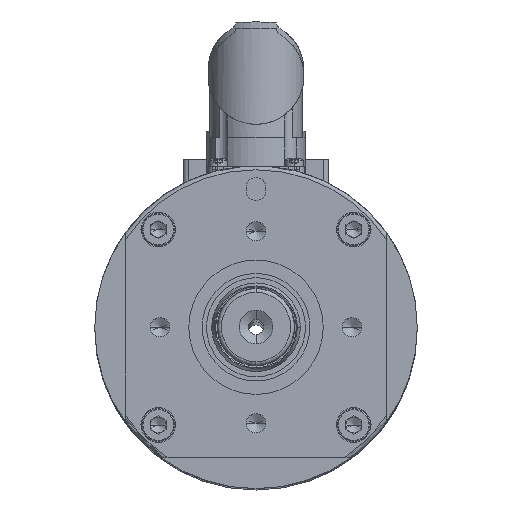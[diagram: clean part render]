
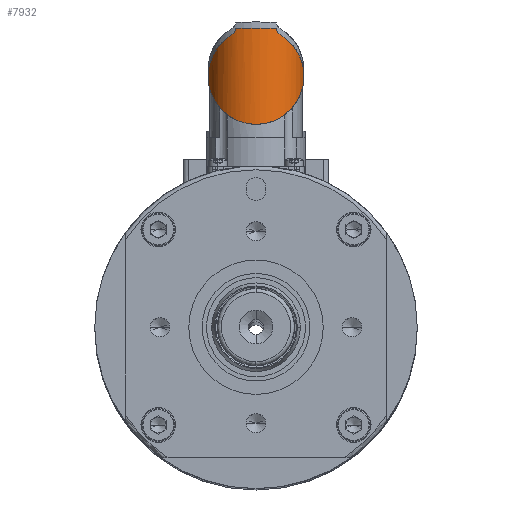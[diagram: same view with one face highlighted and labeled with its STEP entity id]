
A CAD part, top view. The second image highlights one B-rep face of the part: STEP entity #7932.
In plain terms, the highlighted cylindrical face has radius 12.5 mm (diameter 25 mm), a partial arc.
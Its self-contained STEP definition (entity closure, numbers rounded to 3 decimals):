
#109 = EDGE_CURVE ( 'NONE', #45027, #60200, #57500, .T. ) ;
#1401 = CARTESIAN_POINT ( 'NONE',  ( 12.5, 92.098, 189.714 ) ) ;
#3546 = CARTESIAN_POINT ( 'NONE',  ( 12.5, 87.573, 185.189 ) ) ;
#5218 = CARTESIAN_POINT ( 'NONE',  ( 5.228, 99.914, 196.544 ) ) ;
#5292 = CARTESIAN_POINT ( 'NONE',  ( -5.228, 99.914, 196.544 ) ) ;
#5421 = ORIENTED_EDGE ( 'NONE', *, *, #52982, .F. ) ;
#5578 = VERTEX_POINT ( 'NONE', #32809 ) ;
#6747 = CARTESIAN_POINT ( 'NONE',  ( 10.258, 96.028, 193.645 ) ) ;
#7215 = CARTESIAN_POINT ( 'NONE',  ( 0., 100.073, 185.189 ) ) ;
#7932 = ADVANCED_FACE ( 'NONE', ( #21603 ), #45745, .T. ) ;
#7957 = CARTESIAN_POINT ( 'NONE',  ( -12.5, 87.573, 185.189 ) ) ;
#13045 = CARTESIAN_POINT ( 'NONE',  ( -6.364, 98.332, 195.948 ) ) ;
#14280 = CARTESIAN_POINT ( 'NONE',  ( 12.5, 87.573, 185.189 ) ) ;
#14950 = CARTESIAN_POINT ( 'NONE',  ( -5.032, 100.073, 196.632 ) ) ;
#15297 = CARTESIAN_POINT ( 'NONE',  ( 6.1, 98.506, 196.101 ) ) ;
#15655 = EDGE_CURVE ( 'NONE', #54719, #5578, #53433, .T. ) ;
#15905 = CARTESIAN_POINT ( 'NONE',  ( 5.462, 99.261, 196.433 ) ) ;
#16213 = CARTESIAN_POINT ( 'NONE',  ( 5.228, 99.914, 196.544 ) ) ;
#16763 = CARTESIAN_POINT ( 'NONE',  ( -5.547, 99.117, 196.392 ) ) ;
#17480 = CARTESIAN_POINT ( 'NONE',  ( 5.077, 100.073, 196.612 ) ) ;
#18164 = EDGE_CURVE ( 'NONE', #45027, #24794, #43868, .T. ) ;
#18720 = CARTESIAN_POINT ( 'NONE',  ( 5.228, 99.914, 196.544 ) ) ;
#20190 =( BOUNDED_CURVE ( )  B_SPLINE_CURVE ( 3, ( #51671, #46366, #47287, #13045 ),
 .UNSPECIFIED., .F., .F. ) 
 B_SPLINE_CURVE_WITH_KNOTS ( ( 4, 4 ),
 ( 4.712, 5.749 ),
 .UNSPECIFIED. ) 
 CURVE ( )  GEOMETRIC_REPRESENTATION_ITEM ( )  RATIONAL_B_SPLINE_CURVE ( ( 1., 0.912, 0.912, 1. ) ) 
 REPRESENTATION_ITEM ( '' )  );
#20547 = CARTESIAN_POINT ( 'NONE',  ( 0., 100.073, 185.189 ) ) ;
#21603 = FACE_OUTER_BOUND ( 'NONE', #44417, .T. ) ;
#22252 = ORIENTED_EDGE ( 'NONE', *, *, #15655, .T. ) ;
#24794 = VERTEX_POINT ( 'NONE', #14280 ) ;
#24981 = CARTESIAN_POINT ( 'NONE',  ( 5.264, 99.742, 196.527 ) ) ;
#26538 = VERTEX_POINT ( 'NONE', #43295 ) ;
#27294 = ORIENTED_EDGE ( 'NONE', *, *, #44785, .T. ) ;
#27505 = CARTESIAN_POINT ( 'NONE',  ( 5.032, 100.073, 196.632 ) ) ;
#28205 = ORIENTED_EDGE ( 'NONE', *, *, #18164, .F. ) ;
#29054 = CARTESIAN_POINT ( 'NONE',  ( -5.264, 99.742, 196.527 ) ) ;
#29089 = CARTESIAN_POINT ( 'NONE',  ( -5.191, 100.003, 196.561 ) ) ;
#30250 = CARTESIAN_POINT ( 'NONE',  ( 12.5, 87.573, 185.189 ) ) ;
#30386 = ORIENTED_EDGE ( 'NONE', *, *, #53033, .F. ) ;
#30612 = DIRECTION ( 'NONE',  ( -1., 0., 0. ) ) ;
#30733 = DIRECTION ( 'NONE',  ( -1., 0., 0. ) ) ;
#30984 = CARTESIAN_POINT ( 'NONE',  ( 6.364, 98.332, 195.948 ) ) ;
#31911 = EDGE_CURVE ( 'NONE', #26538, #61617, #32975, .T. ) ;
#32809 = CARTESIAN_POINT ( 'NONE',  ( -6.364, 98.332, 195.948 ) ) ;
#32975 = CIRCLE ( 'NONE', #35969, 12.5 ) ;
#33492 = CARTESIAN_POINT ( 'NONE',  ( -5.228, 99.914, 196.544 ) ) ;
#34794 = CARTESIAN_POINT ( 'NONE',  ( 5.32, 99.575, 196.501 ) ) ;
#35717 = CARTESIAN_POINT ( 'NONE',  ( 5.746, 98.846, 196.291 ) ) ;
#35969 = AXIS2_PLACEMENT_3D ( 'NONE', #20547, #50345, #30612 ) ;
#36488 = CARTESIAN_POINT ( 'NONE',  ( 6.364, 98.332, 195.948 ) ) ;
#38381 = B_SPLINE_CURVE_WITH_KNOTS ( 'NONE', 3,
 ( #14950, #47277, #51977, #29089, #48211, #5292 ),
 .UNSPECIFIED., .F., .F.,
 ( 4, 2, 4 ),
 ( 0., 0., 0. ),
 .UNSPECIFIED. ) ;
#38783 = CARTESIAN_POINT ( 'NONE',  ( -12.5, 87.573, 185.189 ) ) ;
#39766 = CARTESIAN_POINT ( 'NONE',  ( 6.228, 98.412, 196.028 ) ) ;
#40932 = CARTESIAN_POINT ( 'NONE',  ( -5.844, 98.712, 196.242 ) ) ;
#41053 = DIRECTION ( 'NONE',  ( 0., -1., 0. ) ) ;
#41236 = CARTESIAN_POINT ( 'NONE',  ( -6.093, 98.492, 196.109 ) ) ;
#42453 = CARTESIAN_POINT ( 'NONE',  ( 12.5, 62.573, 210.189 ) ) ;
#43295 = CARTESIAN_POINT ( 'NONE',  ( 5.032, 100.073, 196.632 ) ) ;
#43868 =( BOUNDED_CURVE ( )  B_SPLINE_CURVE ( 3, ( #54653, #6747, #1401, #30250 ),
 .UNSPECIFIED., .F., .T. ) 
 B_SPLINE_CURVE_WITH_KNOTS ( ( 4, 4 ),
 ( 0.534, 1.571 ),
 .UNSPECIFIED. ) 
 CURVE ( )  GEOMETRIC_REPRESENTATION_ITEM ( )  RATIONAL_B_SPLINE_CURVE ( ( 1., 0.912, 0.912, 1. ) ) 
 REPRESENTATION_ITEM ( '' )  );
#44117 = CARTESIAN_POINT ( 'NONE',  ( -5.318, 99.578, 196.502 ) ) ;
#44417 = EDGE_LOOP ( 'NONE', ( #30386, #56154, #28205, #52482, #5421, #52594, #27294, #22252 ) ) ;
#44736 = CARTESIAN_POINT ( 'NONE',  ( -6.364, 98.332, 195.948 ) ) ;
#44785 = EDGE_CURVE ( 'NONE', #61617, #54719, #38381, .T. ) ;
#44867 = CARTESIAN_POINT ( 'NONE',  ( -5.032, 100.073, 196.632 ) ) ;
#45027 = VERTEX_POINT ( 'NONE', #36488 ) ;
#45079 = CARTESIAN_POINT ( 'NONE',  ( 5.859, 98.722, 196.232 ) ) ;
#45190 = B_SPLINE_CURVE_WITH_KNOTS ( 'NONE', 3,
 ( #27505, #17480, #52303, #61329, #56628, #18720 ),
 .UNSPECIFIED., .F., .F.,
 ( 4, 2, 4 ),
 ( 0., 0., 0. ),
 .UNSPECIFIED. ) ;
#45745 = CYLINDRICAL_SURFACE ( 'NONE', #60937, 12.5 ) ;
#46140 = CARTESIAN_POINT ( 'NONE',  ( -5.228, 99.914, 196.544 ) ) ;
#46366 = CARTESIAN_POINT ( 'NONE',  ( -12.5, 92.098, 189.714 ) ) ;
#47277 = CARTESIAN_POINT ( 'NONE',  ( -5.077, 100.073, 196.612 ) ) ;
#47287 = CARTESIAN_POINT ( 'NONE',  ( -10.258, 96.028, 193.645 ) ) ;
#48187 = CARTESIAN_POINT ( 'NONE',  ( -5.459, 99.266, 196.435 ) ) ;
#48211 = CARTESIAN_POINT ( 'NONE',  ( -5.218, 99.962, 196.548 ) ) ;
#49783 = EDGE_CURVE ( 'NONE', #24794, #53424, #52276, .T. ) ;
#50345 = DIRECTION ( 'NONE',  ( 0., -1., 0. ) ) ;
#51671 = CARTESIAN_POINT ( 'NONE',  ( -12.5, 87.573, 185.189 ) ) ;
#51977 = CARTESIAN_POINT ( 'NONE',  ( -5.12, 100.058, 196.593 ) ) ;
#52276 =( BOUNDED_CURVE ( )  B_SPLINE_CURVE ( 3, ( #3546, #42453, #61483, #7957 ),
 .UNSPECIFIED., .F., .F. ) 
 B_SPLINE_CURVE_WITH_KNOTS ( ( 4, 4 ),
 ( 4.712, 7.854 ),
 .UNSPECIFIED. ) 
 CURVE ( )  GEOMETRIC_REPRESENTATION_ITEM ( )  RATIONAL_B_SPLINE_CURVE ( ( 1., 0.333, 0.333, 1. ) ) 
 REPRESENTATION_ITEM ( '' )  );
#52303 = CARTESIAN_POINT ( 'NONE',  ( 5.12, 100.058, 196.593 ) ) ;
#52482 = ORIENTED_EDGE ( 'NONE', *, *, #109, .T. ) ;
#52594 = ORIENTED_EDGE ( 'NONE', *, *, #31911, .T. ) ;
#52982 = EDGE_CURVE ( 'NONE', #26538, #60200, #45190, .T. ) ;
#53033 = EDGE_CURVE ( 'NONE', #53424, #5578, #20190, .T. ) ;
#53424 = VERTEX_POINT ( 'NONE', #38783 ) ;
#53433 = B_SPLINE_CURVE_WITH_KNOTS ( 'NONE', 3,
 ( #33492, #29054, #44117, #48187, #16763, #40932, #41236, #44736 ),
 .UNSPECIFIED., .F., .F.,
 ( 4, 2, 2, 4 ),
 ( 0., 0.001, 0.001, 0.002 ),
 .UNSPECIFIED. ) ;
#54463 = CARTESIAN_POINT ( 'NONE',  ( 5.547, 99.116, 196.392 ) ) ;
#54653 = CARTESIAN_POINT ( 'NONE',  ( 6.364, 98.332, 195.948 ) ) ;
#54719 = VERTEX_POINT ( 'NONE', #46140 ) ;
#56154 = ORIENTED_EDGE ( 'NONE', *, *, #49783, .F. ) ;
#56628 = CARTESIAN_POINT ( 'NONE',  ( 5.218, 99.962, 196.548 ) ) ;
#57500 = B_SPLINE_CURVE_WITH_KNOTS ( 'NONE', 3,
 ( #30984, #39766, #15297, #45079, #35717, #54463, #15905, #34794, #24981, #16213 ),
 .UNSPECIFIED., .F., .F.,
 ( 4, 2, 2, 2, 4 ),
 ( 0., 0.001, 0.001, 0.002, 0.002 ),
 .UNSPECIFIED. ) ;
#60200 = VERTEX_POINT ( 'NONE', #5218 ) ;
#60937 = AXIS2_PLACEMENT_3D ( 'NONE', #7215, #41053, #30733 ) ;
#61329 = CARTESIAN_POINT ( 'NONE',  ( 5.191, 100.003, 196.561 ) ) ;
#61483 = CARTESIAN_POINT ( 'NONE',  ( -12.5, 62.573, 210.189 ) ) ;
#61617 = VERTEX_POINT ( 'NONE', #44867 ) ;
